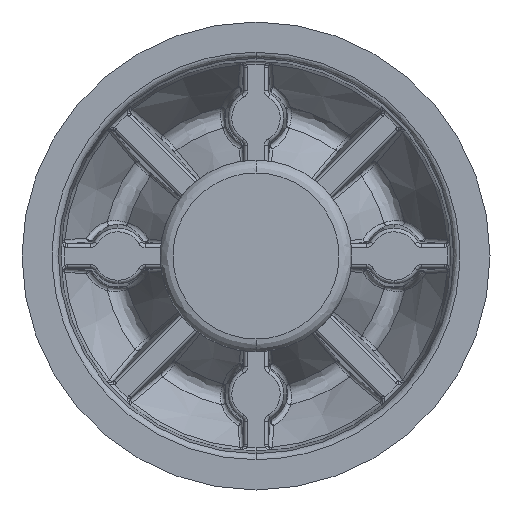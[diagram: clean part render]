
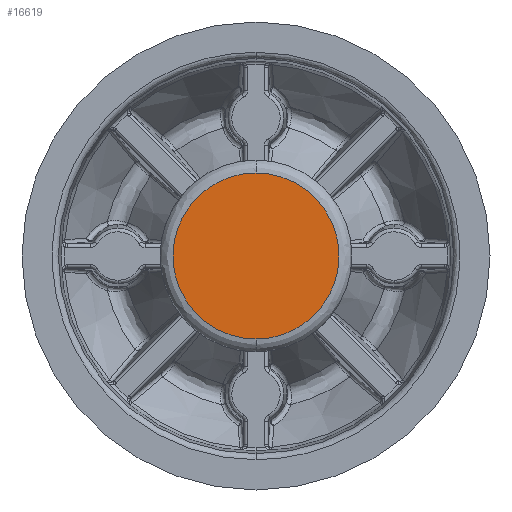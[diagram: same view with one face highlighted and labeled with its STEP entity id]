
A CAD part, front view. The second image highlights one B-rep face of the part: STEP entity #16619.
In plain terms, the highlighted planar face has unit normal (0, -1, 0).
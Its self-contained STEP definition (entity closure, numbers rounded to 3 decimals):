
#137 = CARTESIAN_POINT ( 'NONE',  ( 0., 0., 6.914 ) ) ;
#190 = CARTESIAN_POINT ( 'NONE',  ( -13.828, 0., -6.914 ) ) ;
#1470 = CARTESIAN_POINT ( 'NONE',  ( 0., 0., -6.914 ) ) ;
#2093 = AXIS2_PLACEMENT_3D ( 'NONE', #2712, #9303, #2524 ) ;
#2524 = DIRECTION ( 'NONE',  ( 0., 0., -1. ) ) ;
#2568 = ORIENTED_EDGE ( 'NONE', *, *, #5310, .F. ) ;
#2712 = CARTESIAN_POINT ( 'NONE',  ( 0., 0., 0. ) ) ;
#3048 = VERTEX_POINT ( 'NONE', #7128 ) ;
#3254 = EDGE_LOOP ( 'NONE', ( #12904, #2568 ) ) ;
#3263 = CARTESIAN_POINT ( 'NONE',  ( 0., 0., -6.914 ) ) ;
#4711 = CARTESIAN_POINT ( 'NONE',  ( 13.828, 0., -6.914 ) ) ;
#5310 = EDGE_CURVE ( 'NONE', #3048, #15833, #11607, .T. ) ;
#5744 =( BOUNDED_CURVE ( )  B_SPLINE_CURVE ( 3, ( #5958, #8762, #4711, #3263 ),
 .UNSPECIFIED., .F., .F. ) 
 B_SPLINE_CURVE_WITH_KNOTS ( ( 4, 4 ),
 ( 0., 1. ),
 .UNSPECIFIED. ) 
 CURVE ( )  GEOMETRIC_REPRESENTATION_ITEM ( )  RATIONAL_B_SPLINE_CURVE ( ( 1., 0.333, 0.333, 1. ) ) 
 REPRESENTATION_ITEM ( '' )  );
#5958 = CARTESIAN_POINT ( 'NONE',  ( 0., 0., 6.914 ) ) ;
#6723 = CARTESIAN_POINT ( 'NONE',  ( -13.828, 0., 6.914 ) ) ;
#7128 = CARTESIAN_POINT ( 'NONE',  ( 0., 0., -6.914 ) ) ;
#8762 = CARTESIAN_POINT ( 'NONE',  ( 13.828, 0., 6.914 ) ) ;
#9303 = DIRECTION ( 'NONE',  ( 0., -1., 0. ) ) ;
#9575 = FACE_OUTER_BOUND ( 'NONE', #3254, .T. ) ;
#10739 = PLANE ( 'NONE',  #2093 ) ;
#11607 =( BOUNDED_CURVE ( )  B_SPLINE_CURVE ( 3, ( #1470, #190, #6723, #13891 ),
 .UNSPECIFIED., .F., .F. ) 
 B_SPLINE_CURVE_WITH_KNOTS ( ( 4, 4 ),
 ( 0., 1. ),
 .UNSPECIFIED. ) 
 CURVE ( )  GEOMETRIC_REPRESENTATION_ITEM ( )  RATIONAL_B_SPLINE_CURVE ( ( 1., 0.333, 0.333, 1. ) ) 
 REPRESENTATION_ITEM ( '' )  );
#12904 = ORIENTED_EDGE ( 'NONE', *, *, #14469, .F. ) ;
#13891 = CARTESIAN_POINT ( 'NONE',  ( 0., 0., 6.914 ) ) ;
#14469 = EDGE_CURVE ( 'NONE', #15833, #3048, #5744, .T. ) ;
#15833 = VERTEX_POINT ( 'NONE', #137 ) ;
#16619 = ADVANCED_FACE ( 'NONE', ( #9575 ), #10739, .T. ) ;
